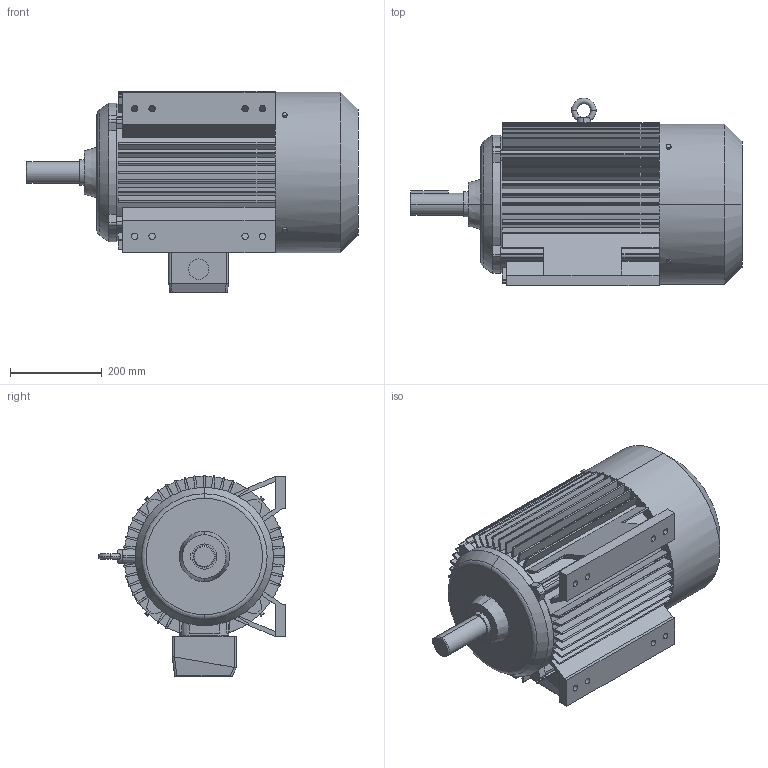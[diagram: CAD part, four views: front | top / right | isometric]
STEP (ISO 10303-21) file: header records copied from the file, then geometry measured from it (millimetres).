
FILE_DESCRIPTION (( 'STEP AP203' ), '1' );
FILE_NAME ('SIE286T.STEP', '2012-10-25T10:19:46', ( 'INDUKTA' ), ( 'INDUKTA' ), 'SwSTEP 2.0', 'SolidWorks 2003064', '' );
FILE_SCHEMA (( 'CONFIG_CONTROL_DESIGN' ));
Length unit declared in the file: millimetre
Products named in the file (1): SIE286T
Bounding box: 724.9 x 409.47 x 440.13 mm (x, y, z)
Volume: 50152543.7 mm3; surface area: 1687143.8 mm2
Topology: 2 solids, 2 shells, 629 faces, 1703 edges, 1097 vertices
Faces by surface type: plane 420, cylinder 161, bspline 24, cone 16, torus 8
Entity records: 23423 total; most frequent: CARTESIAN_POINT 7407, ORIENTED_EDGE 3406, DIRECTION 3273, EDGE_CURVE 1703, VERTEX_POINT 1097, LINE 1095, VECTOR 1095, AXIS2_PLACEMENT_3D 1089
